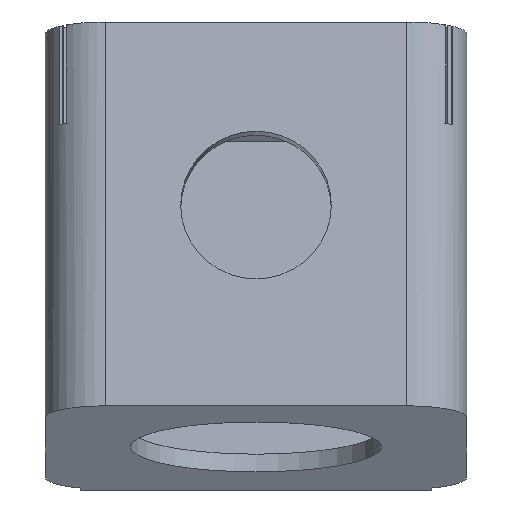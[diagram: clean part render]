
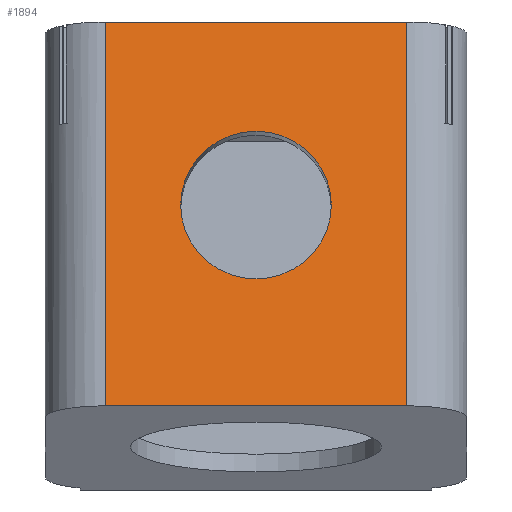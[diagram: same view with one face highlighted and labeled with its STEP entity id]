
A CAD part, front view. The second image highlights one B-rep face of the part: STEP entity #1894.
In plain terms, the highlighted planar face has unit normal (0, -0.98, 0.199).
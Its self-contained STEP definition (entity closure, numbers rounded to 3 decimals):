
#177=FACE_BOUND('',#391,.T.);
#275=FACE_OUTER_BOUND('',#390,.T.);
#390=EDGE_LOOP('',(#1748,#1749,#1750,#1751));
#391=EDGE_LOOP('',(#1752,#1753));
#491=CIRCLE('',#2089,7.5);
#492=CIRCLE('',#2090,7.5);
#603=LINE('',#3102,#747);
#606=LINE('',#3118,#750);
#613=LINE('',#3146,#757);
#623=LINE('',#3189,#767);
#747=VECTOR('',#2468,10.);
#750=VECTOR('',#2485,10.);
#757=VECTOR('',#2516,10.);
#767=VECTOR('',#2574,10.);
#920=VERTEX_POINT('',#3099);
#921=VERTEX_POINT('',#3101);
#926=VERTEX_POINT('',#3115);
#927=VERTEX_POINT('',#3117);
#950=VERTEX_POINT('',#3207);
#951=VERTEX_POINT('',#3208);
#1136=EDGE_CURVE('',#920,#921,#603,.T.);
#1144=EDGE_CURVE('',#926,#927,#606,.T.);
#1159=EDGE_CURVE('',#926,#921,#613,.T.);
#1181=EDGE_CURVE('',#920,#927,#623,.T.);
#1190=EDGE_CURVE('',#950,#951,#491,.T.);
#1191=EDGE_CURVE('',#951,#950,#492,.T.);
#1748=ORIENTED_EDGE('',*,*,#1144,.F.);
#1749=ORIENTED_EDGE('',*,*,#1159,.T.);
#1750=ORIENTED_EDGE('',*,*,#1136,.F.);
#1751=ORIENTED_EDGE('',*,*,#1181,.T.);
#1752=ORIENTED_EDGE('',*,*,#1190,.T.);
#1753=ORIENTED_EDGE('',*,*,#1191,.T.);
#1796=PLANE('',#2122);
#1894=ADVANCED_FACE('',(#275,#177),#1796,.T.);
#2089=AXIS2_PLACEMENT_3D('',#3209,#2598,#2599);
#2090=AXIS2_PLACEMENT_3D('',#3210,#2600,#2601);
#2122=AXIS2_PLACEMENT_3D('',#3287,#2693,#2694);
#2468=DIRECTION('',(0.,0.199,0.98));
#2485=DIRECTION('',(0.,-0.199,-0.98));
#2516=DIRECTION('',(-1.,0.,0.));
#2574=DIRECTION('',(1.,0.,0.));
#2598=DIRECTION('center_axis',(0.,0.98,-0.199));
#2599=DIRECTION('ref_axis',(1.,0.,0.));
#2600=DIRECTION('center_axis',(0.,0.98,-0.199));
#2601=DIRECTION('ref_axis',(1.,0.,0.));
#2693=DIRECTION('center_axis',(0.,-0.98,
0.199));
#2694=DIRECTION('ref_axis',(0.,-0.199,-0.98));
#3099=CARTESIAN_POINT('',(-15.,-53.867,-24.3));
#3101=CARTESIAN_POINT('',(-15.,-46.125,13.924));
#3102=CARTESIAN_POINT('',(-15.,-48.06,4.368));
#3115=CARTESIAN_POINT('',(15.,-46.125,13.924));
#3117=CARTESIAN_POINT('',(15.,-53.867,-24.3));
#3118=CARTESIAN_POINT('',(15.,-48.06,4.368));
#3146=CARTESIAN_POINT('',(0.,-46.125,13.924));
#3189=CARTESIAN_POINT('',(0.,-53.867,-24.3));
#3207=CARTESIAN_POINT('',(7.5,-49.817,-4.306));
#3208=CARTESIAN_POINT('',(-7.5,-49.817,-4.306));
#3209=CARTESIAN_POINT('Origin',(0.,-49.817,
-4.306));
#3210=CARTESIAN_POINT('Origin',(0.,-49.817,
-4.306));
#3287=CARTESIAN_POINT('Origin',(0.,-46.125,
13.924));
